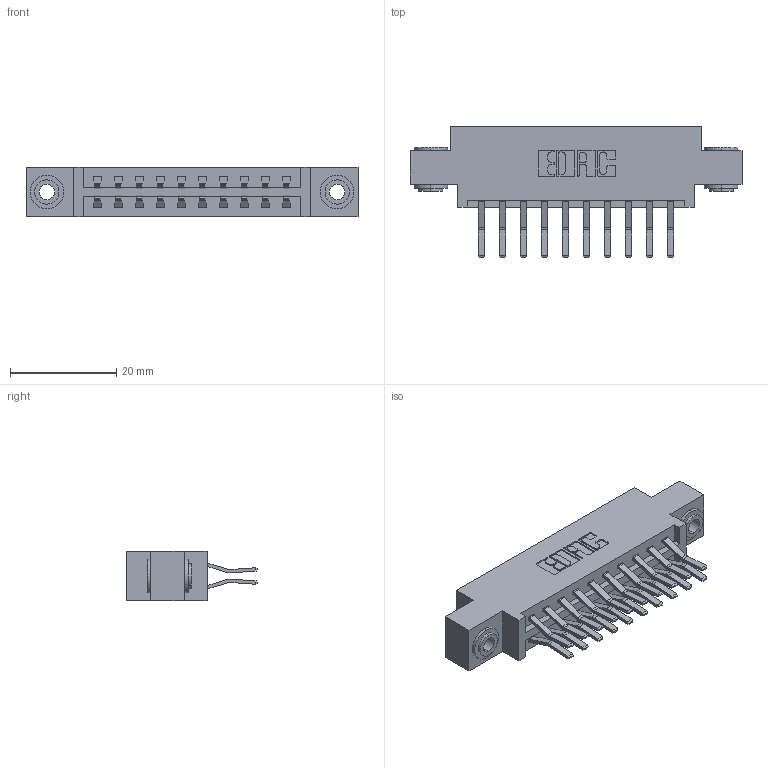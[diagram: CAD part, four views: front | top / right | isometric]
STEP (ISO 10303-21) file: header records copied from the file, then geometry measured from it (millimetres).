
FILE_DESCRIPTION (( 'STEP AP203' ), '1' );
FILE_NAME ('387-020-560-803.STEP', '2018-09-14T01:01:54', ( '' ), ( '' ), 'SwSTEP 2.0', 'SolidWorks 2016', '' );
FILE_SCHEMA (( 'CONFIG_CONTROL_DESIGN' ));
Length unit declared in the file: inch
Products named in the file (4): 337 Part_0.170 Offset - 0.156 Dia-TH; 345-292-001_560 Tail; 345-250-002_345-250-002-102; 387-020-560-803
Assembly tree (23 placements, depth 2):
  387-020-560-803
    337 Part_0.170 Offset - 0.156 Dia-TH
    345-292-001_560 Tail  x20
    345-250-002_345-250-002-102  x2
Bounding box: 62.64 x 24.78 x 9.4 mm (x, y, z)
Volume: 6208.2 mm3; surface area: 7419.1 mm2
Topology: 23 solids, 23 shells, 1276 faces, 3739 edges, 2462 vertices
Faces by surface type: plane 844, cylinder 424, cone 8
Entity records: 12762 total; most frequent: CARTESIAN_POINT 2153, ORIENTED_EDGE 2082, DIRECTION 1927, EDGE_CURVE 1041, LINE 885, VECTOR 885, VERTEX_POINT 690, AXIS2_PLACEMENT_3D 521
